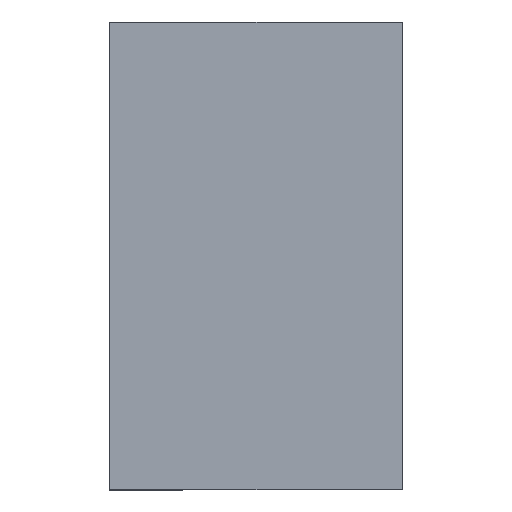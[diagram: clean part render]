
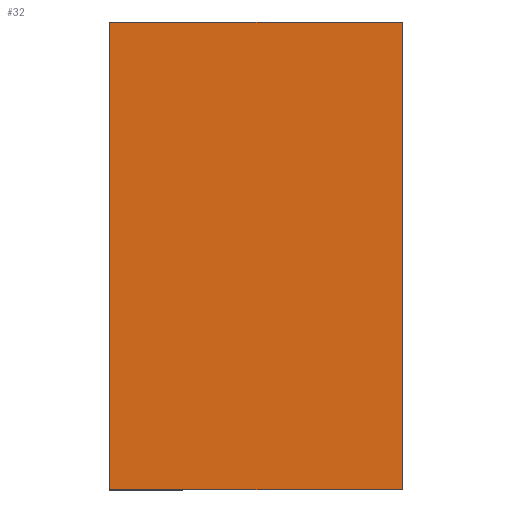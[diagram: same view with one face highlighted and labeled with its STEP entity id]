
A CAD part, left-side view. The second image highlights one B-rep face of the part: STEP entity #32.
In plain terms, the highlighted planar face has unit normal (-1, 0, 0).
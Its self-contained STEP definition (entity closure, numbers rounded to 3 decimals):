
#8 = EDGE_CURVE ( 'NONE', #326, #145, #338, .T. ) ;
#21 = PLANE ( 'NONE',  #259 ) ;
#32 = ADVANCED_FACE ( 'NONE', ( #341 ), #21, .F. ) ;
#53 = ORIENTED_EDGE ( 'NONE', *, *, #296, .F. ) ;
#59 = CARTESIAN_POINT ( 'NONE',  ( -1., 0.475, 0.8 ) ) ;
#67 = CARTESIAN_POINT ( 'NONE',  ( -1., 0.475, -0.8 ) ) ;
#82 = VERTEX_POINT ( 'NONE', #67 ) ;
#85 = CARTESIAN_POINT ( 'NONE',  ( -1., -0.525, 0.8 ) ) ;
#116 = CARTESIAN_POINT ( 'NONE',  ( -1., 0.475, 0. ) ) ;
#122 = DIRECTION ( 'NONE',  ( 0., 0., -1. ) ) ;
#126 = VECTOR ( 'NONE', #240, 1000. ) ;
#142 = LINE ( 'NONE', #116, #126 ) ;
#145 = VERTEX_POINT ( 'NONE', #268 ) ;
#155 = DIRECTION ( 'NONE',  ( 0., -1., 0. ) ) ;
#156 = LINE ( 'NONE', #190, #157 ) ;
#157 = VECTOR ( 'NONE', #122, 1000. ) ;
#167 = VECTOR ( 'NONE', #272, 1000. ) ;
#175 = ORIENTED_EDGE ( 'NONE', *, *, #239, .T. ) ;
#179 = CARTESIAN_POINT ( 'NONE',  ( -1., 0.475, -0.8 ) ) ;
#190 = CARTESIAN_POINT ( 'NONE',  ( -1., -0.525, -0.8 ) ) ;
#211 = EDGE_CURVE ( 'NONE', #82, #145, #142, .T. ) ;
#232 = VERTEX_POINT ( 'NONE', #277 ) ;
#239 = EDGE_CURVE ( 'NONE', #82, #232, #300, .T. ) ;
#240 = DIRECTION ( 'NONE',  ( 0., 0., 1. ) ) ;
#241 = ORIENTED_EDGE ( 'NONE', *, *, #8, .T. ) ;
#246 = CARTESIAN_POINT ( 'NONE',  ( -1., 0.475, -0.8 ) ) ;
#259 = AXIS2_PLACEMENT_3D ( 'NONE', #246, #406, #405 ) ;
#268 = CARTESIAN_POINT ( 'NONE',  ( -1., 0.475, 0.8 ) ) ;
#269 = EDGE_LOOP ( 'NONE', ( #53, #241, #404, #175 ) ) ;
#272 = DIRECTION ( 'NONE',  ( 0., 1., 0. ) ) ;
#277 = CARTESIAN_POINT ( 'NONE',  ( -1., -0.525, -0.8 ) ) ;
#280 = VECTOR ( 'NONE', #155, 1000. ) ;
#296 = EDGE_CURVE ( 'NONE', #326, #232, #156, .T. ) ;
#300 = LINE ( 'NONE', #179, #280 ) ;
#326 = VERTEX_POINT ( 'NONE', #85 ) ;
#338 = LINE ( 'NONE', #59, #167 ) ;
#341 = FACE_OUTER_BOUND ( 'NONE', #269, .T. ) ;
#404 = ORIENTED_EDGE ( 'NONE', *, *, #211, .F. ) ;
#405 = DIRECTION ( 'NONE',  ( 0., 0., -1. ) ) ;
#406 = DIRECTION ( 'NONE',  ( 1., 0., 0. ) ) ;
